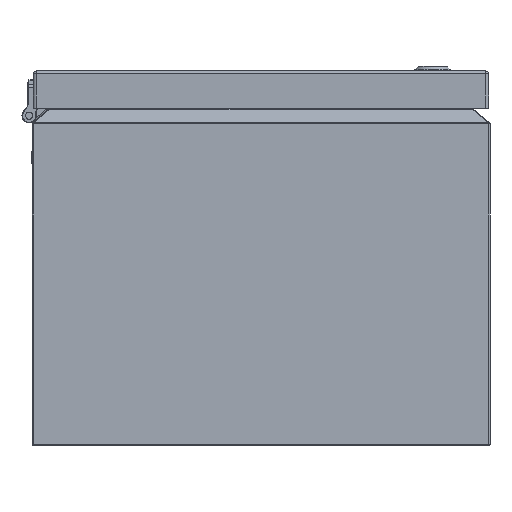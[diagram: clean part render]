
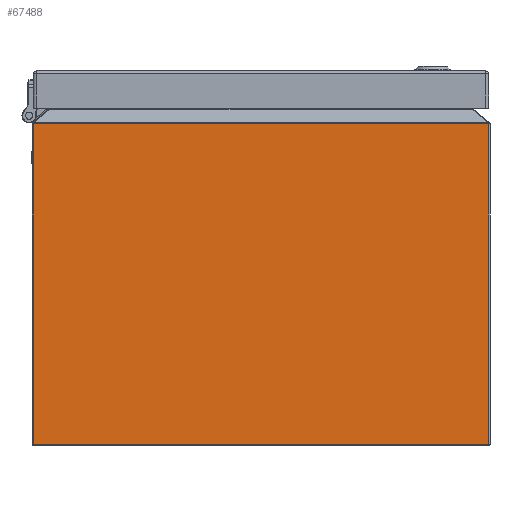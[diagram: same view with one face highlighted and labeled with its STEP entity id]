
A CAD part, front view. The second image highlights one B-rep face of the part: STEP entity #67488.
In plain terms, the highlighted planar face has unit normal (0, -1, 0).
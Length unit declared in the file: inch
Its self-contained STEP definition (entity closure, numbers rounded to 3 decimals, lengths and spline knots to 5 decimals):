
#1938 = CARTESIAN_POINT ( 'NONE',  ( -4.97, -6., 7.0438 ) ) ;
#4800 = CARTESIAN_POINT ( 'NONE',  ( -5., -6., 7.02965 ) ) ;
#6682 = VECTOR ( 'NONE', #48408, 39.37008 ) ;
#6853 = DIRECTION ( 'NONE',  ( 0., 0., 1. ) ) ;
#7055 = AXIS2_PLACEMENT_3D ( 'NONE', #51672, #65801, #6853 ) ;
#8359 = CARTESIAN_POINT ( 'NONE',  ( -5., -6., 0.03 ) ) ;
#9165 = EDGE_CURVE ( 'NONE', #66248, #12127, #50466, .T. ) ;
#11596 = PLANE ( 'NONE',  #7055 ) ;
#12048 = DIRECTION ( 'NONE',  ( -1., 0., 0. ) ) ;
#12127 = VERTEX_POINT ( 'NONE', #37081 ) ;
#15936 = ORIENTED_EDGE ( 'NONE', *, *, #76186, .T. ) ;
#19822 = EDGE_CURVE ( 'NONE', #83271, #65712, #40346, .T. ) ;
#26217 = CARTESIAN_POINT ( 'NONE',  ( -4.97, -6., 0.03 ) ) ;
#27910 = EDGE_CURVE ( 'NONE', #12127, #83271, #60429, .T. ) ;
#30505 = ORIENTED_EDGE ( 'NONE', *, *, #9165, .T. ) ;
#30986 = VECTOR ( 'NONE', #69021, 39.37008 ) ;
#37081 = CARTESIAN_POINT ( 'NONE',  ( -4.97, -6., 7.02965 ) ) ;
#39088 = CARTESIAN_POINT ( 'NONE',  ( 4.97, -6., 7.02965 ) ) ;
#40346 = LINE ( 'NONE', #8359, #62506 ) ;
#44014 = FACE_OUTER_BOUND ( 'NONE', #60965, .T. ) ;
#48408 = DIRECTION ( 'NONE',  ( 0., 0., -1. ) ) ;
#49755 = CARTESIAN_POINT ( 'NONE',  ( 4.97, -6., 7.0438 ) ) ;
#50466 = LINE ( 'NONE', #4800, #66950 ) ;
#51672 = CARTESIAN_POINT ( 'NONE',  ( -5., -6., 7.0438 ) ) ;
#57382 = ORIENTED_EDGE ( 'NONE', *, *, #19822, .T. ) ;
#58188 = CARTESIAN_POINT ( 'NONE',  ( 4.97, -6., 0.03 ) ) ;
#60429 = LINE ( 'NONE', #1938, #6682 ) ;
#60965 = EDGE_LOOP ( 'NONE', ( #15936, #30505, #75466, #57382 ) ) ;
#62506 = VECTOR ( 'NONE', #66413, 39.37008 ) ;
#65712 = VERTEX_POINT ( 'NONE', #58188 ) ;
#65801 = DIRECTION ( 'NONE',  ( 0., 1., 0. ) ) ;
#66248 = VERTEX_POINT ( 'NONE', #39088 ) ;
#66413 = DIRECTION ( 'NONE',  ( 1., 0., 0. ) ) ;
#66950 = VECTOR ( 'NONE', #12048, 39.37008 ) ;
#67488 = ADVANCED_FACE ( 'NONE', ( #44014 ), #11596, .F. ) ;
#69021 = DIRECTION ( 'NONE',  ( 0., 0., 1. ) ) ;
#75466 = ORIENTED_EDGE ( 'NONE', *, *, #27910, .T. ) ;
#76186 = EDGE_CURVE ( 'NONE', #65712, #66248, #82372, .T. ) ;
#82372 = LINE ( 'NONE', #49755, #30986 ) ;
#83271 = VERTEX_POINT ( 'NONE', #26217 ) ;
